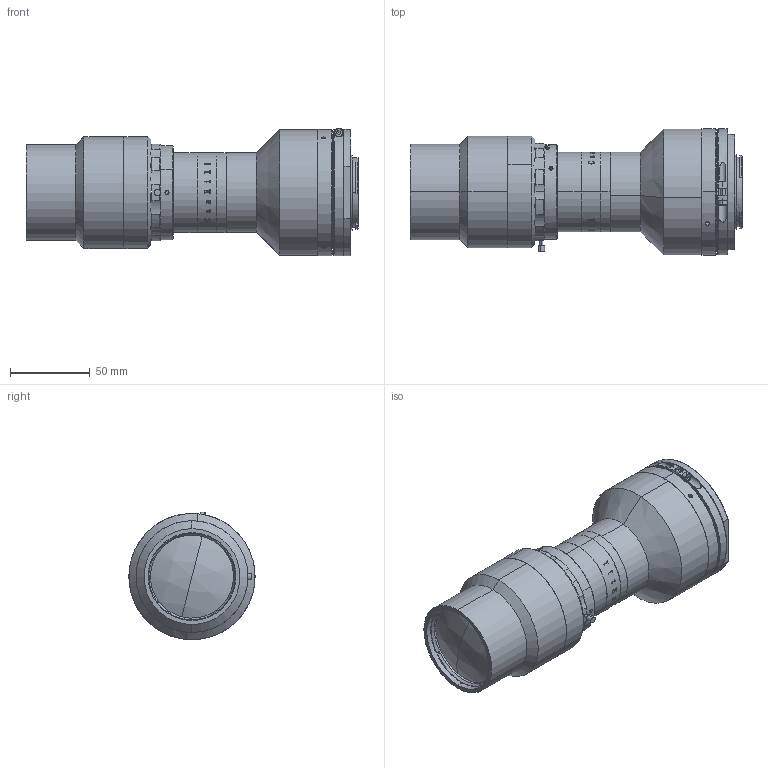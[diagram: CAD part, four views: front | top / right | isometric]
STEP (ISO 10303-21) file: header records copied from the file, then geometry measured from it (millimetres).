
FILE_DESCRIPTION (( 'STEP AP203' ), '1' );
FILE_NAME ('XF-PTL03732-F-VI.STEP', '2019-10-24T07:50:16', ( 'lawlynn' ), ( '' ), 'SwSTEP 2.0', 'SolidWorks 2014', '' );
FILE_SCHEMA (( 'CONFIG_CONTROL_DESIGN' ));
Length unit declared in the file: millimetre
Products named in the file (1): XF-PTL03732-F-VI
Bounding box: 207.8 x 79 x 79.75 mm (x, y, z)
Surface area: 75189.1 mm2 (no closed solid volume)
Topology: 0 solids, 48 shells, 290 faces, 1413 edges, 1162 vertices
Faces by surface type: cylinder 128, plane 99, cone 41, bspline 10, torus 8, sphere 4
Entity records: 22742 total; most frequent: CARTESIAN_POINT 12112, DIRECTION 2053, ORIENTED_EDGE 1923, EDGE_CURVE 1411, VERTEX_POINT 1162, AXIS2_PLACEMENT_3D 796, CIRCLE 515, LINE 461
